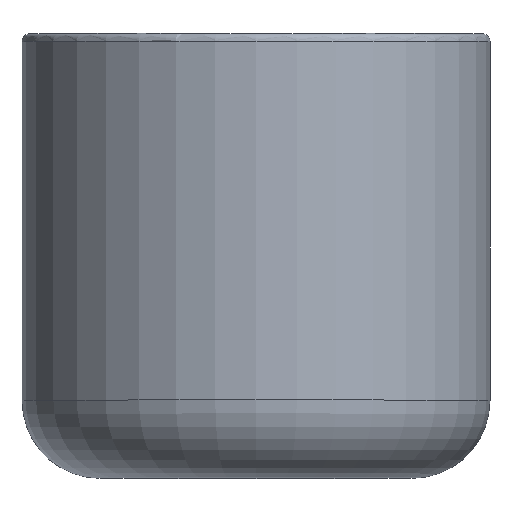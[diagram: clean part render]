
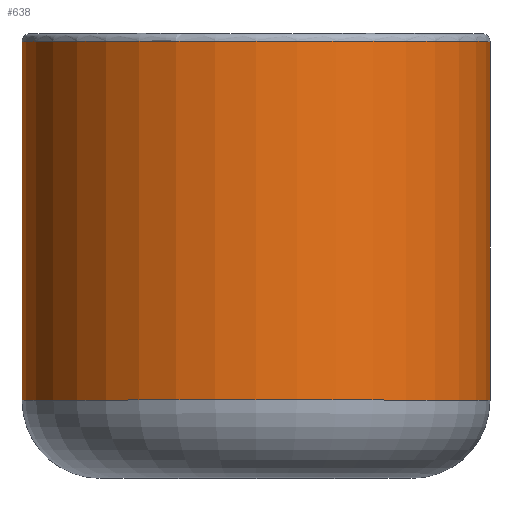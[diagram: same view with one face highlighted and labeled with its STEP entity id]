
A CAD part, top view. The second image highlights one B-rep face of the part: STEP entity #638.
In plain terms, the highlighted cylindrical face has radius 30 mm (diameter 60 mm), a full revolution.
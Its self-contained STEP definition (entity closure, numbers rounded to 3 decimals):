
#25=CIRCLE('',#691,30.);
#29=CIRCLE('',#695,30.);
#30=CIRCLE('',#697,30.);
#31=CIRCLE('',#698,30.);
#64=FACE_OUTER_BOUND('',#100,.T.);
#100=EDGE_LOOP('',(#490,#491,#492,#493,#494,#495));
#192=LINE('',#2264,#219);
#219=VECTOR('',#812,30.);
#272=VERTEX_POINT('',#2251);
#273=VERTEX_POINT('',#2252);
#276=VERTEX_POINT('',#2261);
#277=VERTEX_POINT('',#2262);
#361=EDGE_CURVE('',#272,#273,#25,.T.);
#365=EDGE_CURVE('',#273,#272,#29,.T.);
#366=EDGE_CURVE('',#276,#277,#30,.T.);
#367=EDGE_CURVE('',#276,#272,#192,.T.);
#368=EDGE_CURVE('',#277,#276,#31,.T.);
#490=ORIENTED_EDGE('',*,*,#366,.F.);
#491=ORIENTED_EDGE('',*,*,#367,.T.);
#492=ORIENTED_EDGE('',*,*,#365,.F.);
#493=ORIENTED_EDGE('',*,*,#361,.F.);
#494=ORIENTED_EDGE('',*,*,#367,.F.);
#495=ORIENTED_EDGE('',*,*,#368,.F.);
#608=CYLINDRICAL_SURFACE('',#696,30.);
#638=ADVANCED_FACE('',(#64),#608,.T.);
#691=AXIS2_PLACEMENT_3D('',#2253,#798,#799);
#695=AXIS2_PLACEMENT_3D('',#2259,#806,#807);
#696=AXIS2_PLACEMENT_3D('',#2260,#808,#809);
#697=AXIS2_PLACEMENT_3D('',#2263,#810,#811);
#698=AXIS2_PLACEMENT_3D('',#2265,#813,#814);
#798=DIRECTION('center_axis',(0.,-1.,0.));
#799=DIRECTION('ref_axis',(1.,0.,0.));
#806=DIRECTION('center_axis',(0.,-1.,0.));
#807=DIRECTION('ref_axis',(1.,0.,0.));
#808=DIRECTION('center_axis',(0.,1.,0.));
#809=DIRECTION('ref_axis',(1.,0.,0.));
#810=DIRECTION('center_axis',(0.,1.,0.));
#811=DIRECTION('ref_axis',(1.,0.,0.));
#812=DIRECTION('',(0.,-1.,0.));
#813=DIRECTION('center_axis',(0.,1.,0.));
#814=DIRECTION('ref_axis',(1.,0.,0.));
#2251=CARTESIAN_POINT('',(-144.609,10.,-26.866));
#2252=CARTESIAN_POINT('',(-114.609,10.,-56.866));
#2253=CARTESIAN_POINT('Origin',(-114.609,10.,-26.866));
#2259=CARTESIAN_POINT('Origin',(-114.609,10.,-26.866));
#2260=CARTESIAN_POINT('Origin',(-114.609,0.,-26.866));
#2261=CARTESIAN_POINT('',(-144.609,56.,-26.866));
#2262=CARTESIAN_POINT('',(-114.609,56.,-56.866));
#2263=CARTESIAN_POINT('Origin',(-114.609,56.,-26.866));
#2264=CARTESIAN_POINT('',(-144.609,0.,-26.866));
#2265=CARTESIAN_POINT('Origin',(-114.609,56.,-26.866));
